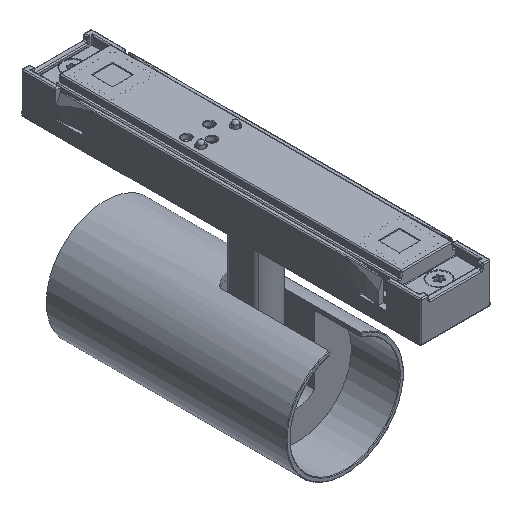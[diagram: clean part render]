
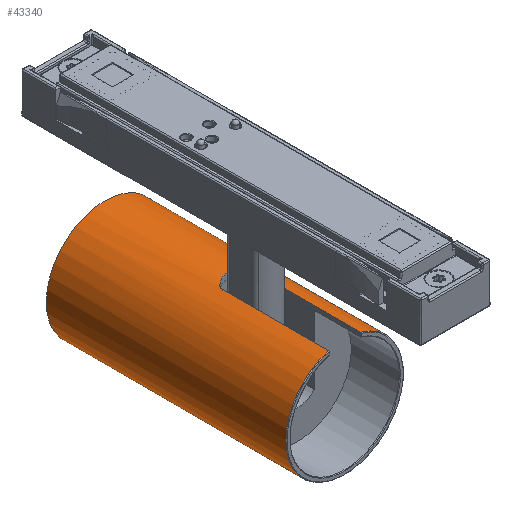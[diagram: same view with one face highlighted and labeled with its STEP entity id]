
A CAD part, isometric view. The second image highlights one B-rep face of the part: STEP entity #43340.
In plain terms, the highlighted cylindrical face has radius 11 mm (diameter 22 mm), a full revolution.
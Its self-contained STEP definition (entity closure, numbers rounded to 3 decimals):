
#788=B_SPLINE_CURVE_WITH_KNOTS('',3,(#74612,#74613,#74614,#74615,#74616,
#74617,#74618,#74619),.UNSPECIFIED.,.F.,.F.,(4,2,2,4),(0.,0.045,
0.09,0.102),.UNSPECIFIED.);
#789=B_SPLINE_CURVE_WITH_KNOTS('',3,(#74621,#74622,#74623,#74624,#74625,
#74626,#74627,#74628,#74629,#74630),.UNSPECIFIED.,.F.,.F.,(4,2,2,2,4),(0.339,
0.457,0.609,0.761,0.878),
 .UNSPECIFIED.);
#790=B_SPLINE_CURVE_WITH_KNOTS('',3,(#74631,#74632,#74633,#74634,#74635,
#74636,#74637,#74638),.UNSPECIFIED.,.F.,.F.,(4,2,2,4),(0.263,
0.274,0.319,0.364),.UNSPECIFIED.);
#4217=FACE_OUTER_BOUND('',#6812,.T.);
#6812=EDGE_LOOP('',(#34320,#34321,#34322,#34323,#34324,#34325,#34326,#34327,
#34328,#34329));
#8603=LINE('',#74591,#10882);
#8606=LINE('',#74610,#10885);
#8607=LINE('',#74640,#10886);
#10882=VECTOR('',#59518,10.);
#10885=VECTOR('',#59531,10.);
#10886=VECTOR('',#59532,11.);
#15789=CIRCLE('',#48835,11.);
#15790=CIRCLE('',#48836,11.);
#15791=CIRCLE('',#48838,11.);
#18915=VERTEX_POINT('',#74586);
#18916=VERTEX_POINT('',#74590);
#18919=VERTEX_POINT('',#74601);
#18920=VERTEX_POINT('',#74605);
#18921=VERTEX_POINT('',#74609);
#18922=VERTEX_POINT('',#74611);
#18923=VERTEX_POINT('',#74620);
#18924=VERTEX_POINT('',#74639);
#24412=EDGE_CURVE('',#18916,#18915,#8603,.T.);
#24418=EDGE_CURVE('',#18919,#18920,#15789,.T.);
#24419=EDGE_CURVE('',#18920,#18915,#15790,.T.);
#24420=EDGE_CURVE('',#18919,#18921,#8606,.T.);
#24421=EDGE_CURVE('',#18921,#18922,#788,.T.);
#24422=EDGE_CURVE('',#18922,#18923,#789,.T.);
#24423=EDGE_CURVE('',#18923,#18916,#790,.T.);
#24424=EDGE_CURVE('',#18920,#18924,#8607,.T.);
#24425=EDGE_CURVE('',#18924,#18924,#15791,.T.);
#34320=ORIENTED_EDGE('',*,*,#24418,.F.);
#34321=ORIENTED_EDGE('',*,*,#24420,.T.);
#34322=ORIENTED_EDGE('',*,*,#24421,.T.);
#34323=ORIENTED_EDGE('',*,*,#24422,.T.);
#34324=ORIENTED_EDGE('',*,*,#24423,.T.);
#34325=ORIENTED_EDGE('',*,*,#24412,.T.);
#34326=ORIENTED_EDGE('',*,*,#24419,.F.);
#34327=ORIENTED_EDGE('',*,*,#24424,.T.);
#34328=ORIENTED_EDGE('',*,*,#24425,.T.);
#34329=ORIENTED_EDGE('',*,*,#24424,.F.);
#41822=CYLINDRICAL_SURFACE('',#48837,11.);
#43340=ADVANCED_FACE('',(#4217),#41822,.T.);
#48835=AXIS2_PLACEMENT_3D('',#74606,#59525,#59526);
#48836=AXIS2_PLACEMENT_3D('',#74607,#59527,#59528);
#48837=AXIS2_PLACEMENT_3D('',#74608,#59529,#59530);
#48838=AXIS2_PLACEMENT_3D('',#74641,#59533,#59534);
#59518=DIRECTION('',(0.,-1.,0.));
#59525=DIRECTION('center_axis',(0.,-1.,0.));
#59526=DIRECTION('ref_axis',(1.,0.,-0.002));
#59527=DIRECTION('center_axis',(0.,-1.,0.));
#59528=DIRECTION('ref_axis',(1.,0.,-0.002));
#59529=DIRECTION('center_axis',(0.,-1.,0.));
#59530=DIRECTION('ref_axis',(1.,0.,-0.002));
#59531=DIRECTION('',(0.,1.,0.));
#59532=DIRECTION('',(0.,1.,0.));
#59533=DIRECTION('center_axis',(0.,-1.,0.));
#59534=DIRECTION('ref_axis',(-1.,0.,0.002));
#74586=CARTESIAN_POINT('',(2.976,-16.644,-12.822));
#74590=CARTESIAN_POINT('',(2.976,3.255,-12.822));
#74591=CARTESIAN_POINT('',(2.976,5.756,-12.822));
#74601=CARTESIAN_POINT('',(-3.024,-16.644,-12.812));
#74605=CARTESIAN_POINT('',(-11.043,-16.644,-23.381));
#74606=CARTESIAN_POINT('Origin',(-0.043,-16.644,-23.4));
#74607=CARTESIAN_POINT('Origin',(-0.043,-16.644,-23.4));
#74608=CARTESIAN_POINT('Origin',(-0.043,5.756,-23.4));
#74609=CARTESIAN_POINT('',(-3.024,3.255,-12.812));
#74610=CARTESIAN_POINT('',(-3.024,5.756,-12.812));
#74611=CARTESIAN_POINT('',(-2.596,4.174,-12.7));
#74612=CARTESIAN_POINT('Ctrl Pts',(-3.024,3.255,-12.812));
#74613=CARTESIAN_POINT('Ctrl Pts',(-3.024,3.406,-12.812));
#74614=CARTESIAN_POINT('Ctrl Pts',(-2.994,3.566,-12.803));
#74615=CARTESIAN_POINT('Ctrl Pts',(-2.872,3.86,-12.77));
#74616=CARTESIAN_POINT('Ctrl Pts',(-2.781,3.994,-12.746));
#74617=CARTESIAN_POINT('Ctrl Pts',(-2.651,4.125,-12.714));
#74618=CARTESIAN_POINT('Ctrl Pts',(-2.624,4.15,-12.707));
#74619=CARTESIAN_POINT('Ctrl Pts',(-2.596,4.174,-12.7));
#74620=CARTESIAN_POINT('',(2.547,4.174,-12.709));
#74621=CARTESIAN_POINT('Ctrl Pts',(-2.596,4.174,-12.7));
#74622=CARTESIAN_POINT('Ctrl Pts',(-2.293,4.428,-12.628));
#74623=CARTESIAN_POINT('Ctrl Pts',(-1.94,4.645,-12.558));
#74624=CARTESIAN_POINT('Ctrl Pts',(-1.069,5.008,-12.437));
#74625=CARTESIAN_POINT('Ctrl Pts',(-0.531,5.11,
-12.399));
#74626=CARTESIAN_POINT('Ctrl Pts',(0.484,5.11,-12.401));
#74627=CARTESIAN_POINT('Ctrl Pts',(1.021,5.008,-12.44));
#74628=CARTESIAN_POINT('Ctrl Pts',(1.892,4.645,-12.565));
#74629=CARTESIAN_POINT('Ctrl Pts',(2.245,4.428,-12.636));
#74630=CARTESIAN_POINT('Ctrl Pts',(2.547,4.174,-12.709));
#74631=CARTESIAN_POINT('Ctrl Pts',(2.547,4.174,-12.709));
#74632=CARTESIAN_POINT('Ctrl Pts',(2.576,4.15,-12.716));
#74633=CARTESIAN_POINT('Ctrl Pts',(2.603,4.125,-12.723));
#74634=CARTESIAN_POINT('Ctrl Pts',(2.733,3.994,-12.755));
#74635=CARTESIAN_POINT('Ctrl Pts',(2.824,3.86,-12.78));
#74636=CARTESIAN_POINT('Ctrl Pts',(2.946,3.566,-12.813));
#74637=CARTESIAN_POINT('Ctrl Pts',(2.976,3.406,-12.822));
#74638=CARTESIAN_POINT('Ctrl Pts',(2.976,3.255,-12.822));
#74639=CARTESIAN_POINT('',(-11.043,28.256,-23.381));
#74640=CARTESIAN_POINT('',(-11.043,5.756,-23.381));
#74641=CARTESIAN_POINT('Origin',(-0.043,28.256,-23.4));
